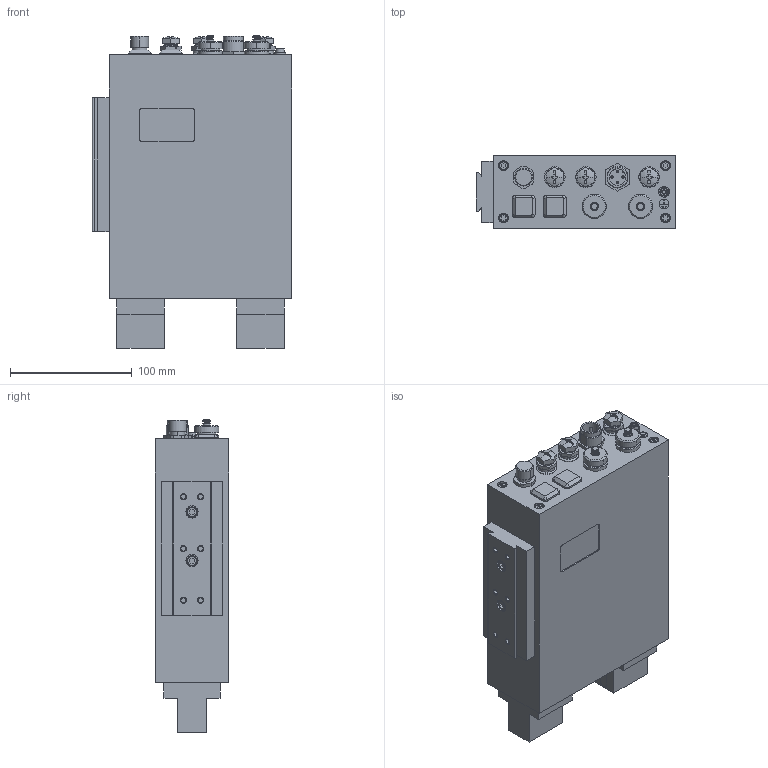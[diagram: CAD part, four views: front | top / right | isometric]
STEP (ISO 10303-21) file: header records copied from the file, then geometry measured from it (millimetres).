
FILE_DESCRIPTION( ( '' ), '1' );
FILE_NAME( '3501040_CHB-C-N.stp', '2015-10-30T12:36:16', ( '' ), ( '' ), ' ', ' ', ' ' );
FILE_SCHEMA( ( 'automotive_design' ) );
Length unit declared in the file: millimetre
Products named in the file (7): 1; 2; 3; 4; 5; 6; 7
Bounding box: 164 x 60 x 256.9 mm (x, y, z)
Volume: 1981780.3 mm3; surface area: 137591.3 mm2
Topology: 7 solids, 7 shells, 954 faces, 2229 edges, 1442 vertices
Faces by surface type: plane 422, cylinder 394, cone 96, torus 36, sphere 6
Entity records: 53774 total; most frequent: DIRECTION 5175, CARTESIAN_POINT 4796, STYLED_ITEM 4632, PRESENTATION_STYLE_ASSIGNMENT 4632, COLOUR_RGB 4632, ORIENTED_EDGE 4458, EDGE_CURVE 2229, CURVE_STYLE 2229
